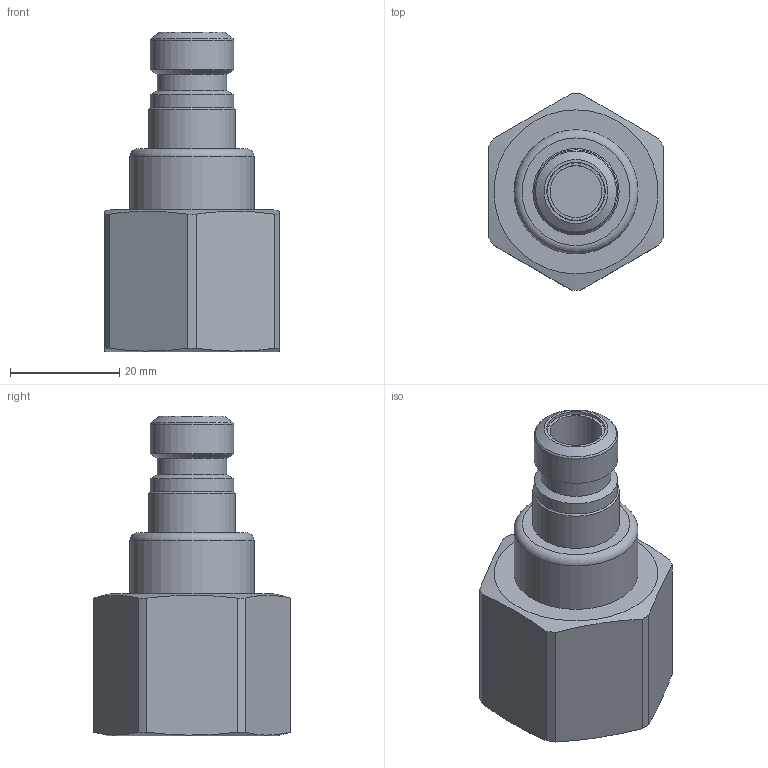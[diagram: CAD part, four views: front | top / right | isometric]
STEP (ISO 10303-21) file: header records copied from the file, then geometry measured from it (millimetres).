
FILE_DESCRIPTION(/* description */ (''),/* implementation_level */ '2;1');
FILE_NAME(/* name */ 'esscig_34_niab.stp',/* time_stamp */ '2022-06-28T12:25:51+02:00',/* author */ ('meier'),/* organization */ (''),/* preprocessor_version */ 'ST-DEVELOPER v18.1',/* originating_system */ 'Autodesk Inventor 2022',/* authorisation */ '0 mm^3');
FILE_SCHEMA (('AUTOMOTIVE_DESIGN { 1 0 10303 214 3 1 1 }'));
Length unit declared in the file: millimetre
Products named in the file (1): LUE_00022517
Bounding box: 32 x 36 x 58.5 mm (x, y, z)
Volume: 22971.8 mm3; surface area: 9716.9 mm2
Topology: 1 solids, 1 shells, 51 faces, 108 edges, 68 vertices
Faces by surface type: cylinder 21, plane 17, cone 11, torus 2
Full cylindrical faces by diameter (mm): 9.5 x1, 10.5 x1, 10.7 x1, 11 x1, 11.1 x1, 12.8 x1, 15.25 x2, 15.8 x1, 17.9 x1, 18 x1, 18.9 x1, 19 x1, 22.7 x1, 24.1 x1
Entity records: 1472 total; most frequent: DIRECTION 258, CARTESIAN_POINT 252, ORIENTED_EDGE 216, AXIS2_PLACEMENT_3D 110, EDGE_CURVE 108, VERTEX_POINT 68, EDGE_LOOP 60, CIRCLE 58
